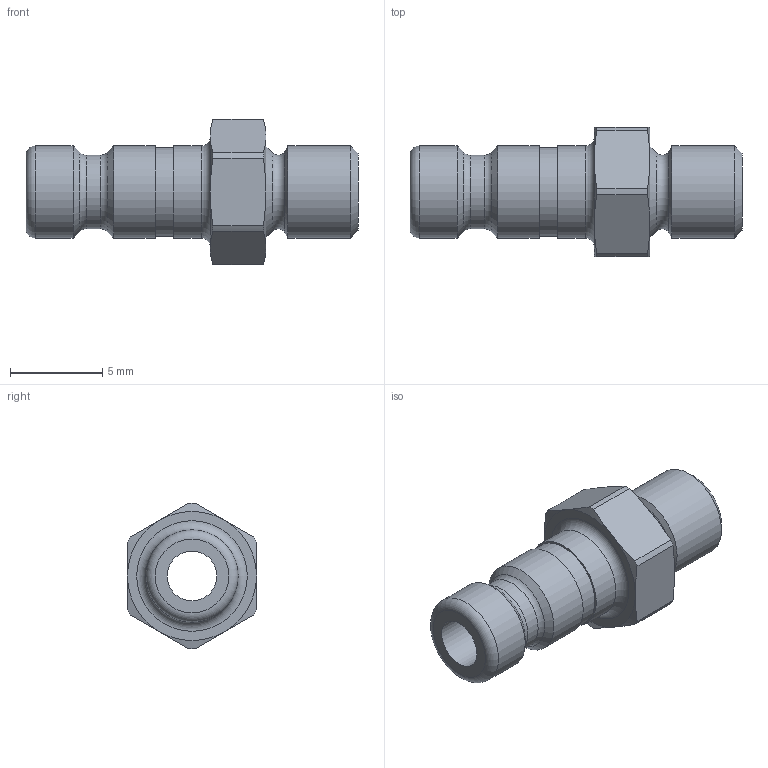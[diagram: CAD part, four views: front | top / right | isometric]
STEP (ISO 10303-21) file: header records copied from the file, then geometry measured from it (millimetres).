
FILE_DESCRIPTION((''),'2;1');
FILE_NAME('20sfam05exx.stp','2013-07-24T17:15:29',('AS035480'),(''),'Autodesk Inventor 2013','Autodesk Inventor 2013','');
FILE_SCHEMA(('AUTOMOTIVE_DESIGN { 1 0 10303 214 1 1 1 1 }'));
Length unit declared in the file: millimetre
Products named in the file (1): D107410
Bounding box: 18 x 7 x 7.9 mm (x, y, z)
Volume: 297.9 mm3; surface area: 527 mm2
Topology: 1 solids, 1 shells, 47 faces, 99 edges, 58 vertices
Faces by surface type: cone 17, cylinder 13, plane 12, torus 5
Full cylindrical faces by diameter (mm): 2.7 x1, 4 x1, 4.8 x1, 5 x4
Entity records: 1168 total; most frequent: CARTESIAN_POINT 236, DIRECTION 200, ORIENTED_EDGE 164, AXIS2_PLACEMENT_3D 94, EDGE_CURVE 82, EDGE_LOOP 70, VERTEX_POINT 58, FACE_OUTER_BOUND 47
